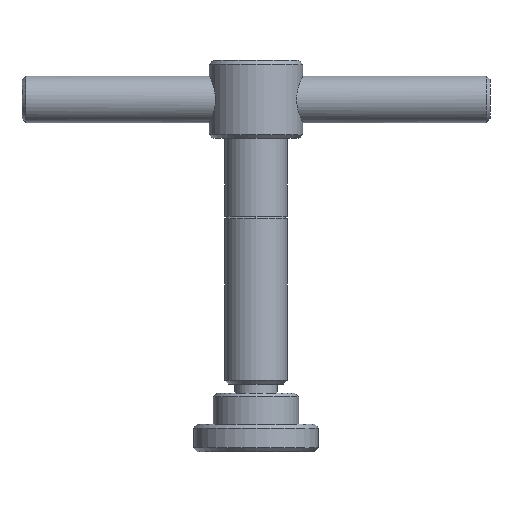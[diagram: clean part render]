
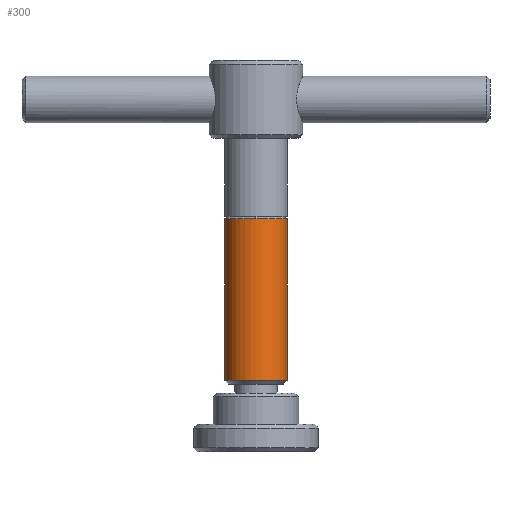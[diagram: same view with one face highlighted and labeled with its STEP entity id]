
A CAD part, front view. The second image highlights one B-rep face of the part: STEP entity #300.
In plain terms, the highlighted cylindrical face has radius 8 mm (diameter 16 mm), a partial arc.
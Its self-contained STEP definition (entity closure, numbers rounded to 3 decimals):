
#252=VERTEX_POINT('',#653);
#274=EDGE_CURVE('',#252,#396,#679,.T.);
#300=ADVANCED_FACE('',(#709),#710,.T.);
#318=EDGE_CURVE('',#396,#532,#730,.T.);
#362=EDGE_CURVE('',#498,#436,#778,.T.);
#396=VERTEX_POINT('',#817);
#426=EDGE_CURVE('',#532,#498,#850,.T.);
#436=VERTEX_POINT('',#861);
#498=VERTEX_POINT('',#929);
#532=VERTEX_POINT('',#969);
#562=EDGE_CURVE('',#436,#252,#999,.T.);
#653=CARTESIAN_POINT('',(-8.,0.,18.3));
#679=CIRCLE('',#1148,8.0);
#709=FACE_OUTER_BOUND('',#1186,.T.);
#710=CYLINDRICAL_SURFACE('',#1187,8.0);
#730=LINE('',#1214,#1215);
#778=CIRCLE('',#1293,8.0);
#817=CARTESIAN_POINT('',(8.,0.,18.3));
#850=CIRCLE('',#1433,8.0);
#861=CARTESIAN_POINT('',(-8.,0.,59.675));
#929=CARTESIAN_POINT('',(0.,-8.,59.675));
#969=CARTESIAN_POINT('',(8.,0.,59.675));
#999=LINE('',#1684,#1685);
#1148=AXIS2_PLACEMENT_3D('',#1829,#1830,#1831);
#1186=EDGE_LOOP('',(#1872,#1873,#1874,#1875,#1876));
#1187=AXIS2_PLACEMENT_3D('',#1877,#1878,#1879);
#1214=CARTESIAN_POINT('',(8.,0.,49.3));
#1215=VECTOR('',#1904,1.0);
#1293=AXIS2_PLACEMENT_3D('',#1958,#1959,#1960);
#1433=AXIS2_PLACEMENT_3D('',#2045,#2046,#2047);
#1684=CARTESIAN_POINT('',(-8.,0.,49.3));
#1685=VECTOR('',#2208,1.0);
#1829=CARTESIAN_POINT('',(0.,0.,18.3));
#1830=DIRECTION('',(0.,0.,1.0));
#1831=DIRECTION('',(1.0,0.,0.));
#1872=ORIENTED_EDGE('',*,*,#318,.T.);
#1873=ORIENTED_EDGE('',*,*,#426,.T.);
#1874=ORIENTED_EDGE('',*,*,#362,.T.);
#1875=ORIENTED_EDGE('',*,*,#562,.T.);
#1876=ORIENTED_EDGE('',*,*,#274,.T.);
#1877=CARTESIAN_POINT('',(0.,0.,49.3));
#1878=DIRECTION('',(0.,0.,-1.0));
#1879=DIRECTION('',(1.0,0.,0.));
#1904=DIRECTION('',(0.,0.,1.0));
#1958=CARTESIAN_POINT('',(0.,0.,59.675));
#1959=DIRECTION('',(0.,0.,-1.0));
#1960=DIRECTION('',(1.0,0.,0.));
#2045=CARTESIAN_POINT('',(0.,0.,59.675));
#2046=DIRECTION('',(0.,0.,-1.0));
#2047=DIRECTION('',(1.0,0.,0.));
#2208=DIRECTION('',(0.,0.,-1.0));
